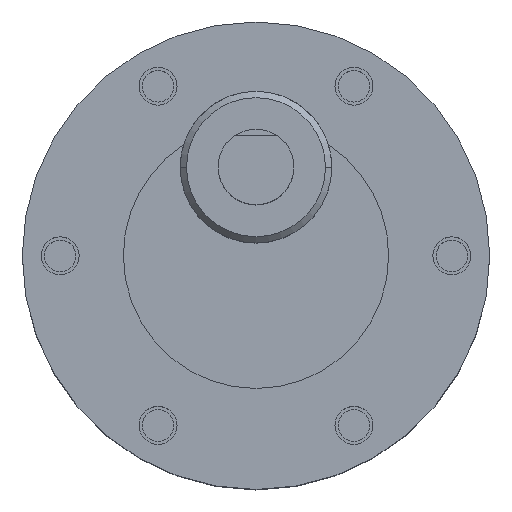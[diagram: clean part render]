
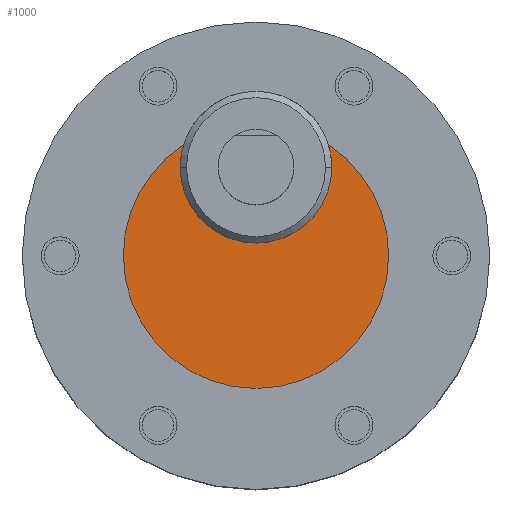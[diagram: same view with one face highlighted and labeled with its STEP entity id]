
A CAD part, top view. The second image highlights one B-rep face of the part: STEP entity #1000.
In plain terms, the highlighted planar face has unit normal (0, 0, 1).
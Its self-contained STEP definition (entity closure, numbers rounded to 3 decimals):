
#17 = CIRCLE ( 'NONE', #18, 6. ) ;
#18 = AXIS2_PLACEMENT_3D ( 'NONE', #2154, #2148, #2147 ) ;
#31 = CIRCLE ( 'NONE', #32, 10.5 ) ;
#32 = AXIS2_PLACEMENT_3D ( 'NONE', #2138, #2135, #2131 ) ;
#160 = EDGE_LOOP ( 'NONE', ( #812, #807, #810, #808, #806, #804 ) ) ;
#403 = CIRCLE ( 'NONE', #428, 6. ) ;
#412 = CIRCLE ( 'NONE', #413, 10.5 ) ;
#413 = AXIS2_PLACEMENT_3D ( 'NONE', #1464, #1465, #1466 ) ;
#414 = CIRCLE ( 'NONE', #422, 6. ) ;
#417 = CIRCLE ( 'NONE', #418, 10.5 ) ;
#418 = AXIS2_PLACEMENT_3D ( 'NONE', #1472, #1473, #1474 ) ;
#422 = AXIS2_PLACEMENT_3D ( 'NONE', #1479, #1480, #1481 ) ;
#428 = AXIS2_PLACEMENT_3D ( 'NONE', #1489, #1490, #1491 ) ;
#553 = VERTEX_POINT ( 'NONE', #1148 ) ;
#554 = VERTEX_POINT ( 'NONE', #1147 ) ;
#555 = VERTEX_POINT ( 'NONE', #1146 ) ;
#558 = VERTEX_POINT ( 'NONE', #1167 ) ;
#559 = VERTEX_POINT ( 'NONE', #1166 ) ;
#560 = VERTEX_POINT ( 'NONE', #1168 ) ;
#563 = AXIS2_PLACEMENT_3D ( 'NONE', #1282, #1283, #1284 ) ;
#804 = ORIENTED_EDGE ( 'NONE', *, *, #2005, .T. ) ;
#806 = ORIENTED_EDGE ( 'NONE', *, *, #944, .T. ) ;
#807 = ORIENTED_EDGE ( 'NONE', *, *, #2002, .T. ) ;
#808 = ORIENTED_EDGE ( 'NONE', *, *, #2009, .T. ) ;
#810 = ORIENTED_EDGE ( 'NONE', *, *, #1999, .T. ) ;
#812 = ORIENTED_EDGE ( 'NONE', *, *, #945, .T. ) ;
#944 = EDGE_CURVE ( 'NONE', #553, #559, #17, .T. ) ;
#945 = EDGE_CURVE ( 'NONE', #558, #560, #31, .T. ) ;
#1000 = ADVANCED_FACE ( 'NONE', ( #1889 ), #1281, .T. ) ;
#1146 = CARTESIAN_POINT ( 'NONE',  ( 10.5, 0., -0.5 ) ) ;
#1147 = CARTESIAN_POINT ( 'NONE',  ( 5.723, 8.804, -0.5 ) ) ;
#1148 = CARTESIAN_POINT ( 'NONE',  ( 6., 7., -0.5 ) ) ;
#1166 = CARTESIAN_POINT ( 'NONE',  ( -6., 7., -0.5 ) ) ;
#1167 = CARTESIAN_POINT ( 'NONE',  ( -5.723, 8.804, -0.5 ) ) ;
#1168 = CARTESIAN_POINT ( 'NONE',  ( -10.5, 0., -0.5 ) ) ;
#1281 = PLANE ( 'NONE',  #563 ) ;
#1282 = CARTESIAN_POINT ( 'NONE',  ( 0., 3.5, -0.5 ) ) ;
#1283 = DIRECTION ( 'NONE',  ( 0., 0., 1. ) ) ;
#1284 = DIRECTION ( 'NONE',  ( 1., 0., 0. ) ) ;
#1464 = CARTESIAN_POINT ( 'NONE',  ( 0., 0., -0.5 ) ) ;
#1465 = DIRECTION ( 'NONE',  ( 0., 0., 1. ) ) ;
#1466 = DIRECTION ( 'NONE',  ( 1., 0., 0. ) ) ;
#1472 = CARTESIAN_POINT ( 'NONE',  ( 0., 0., -0.5 ) ) ;
#1473 = DIRECTION ( 'NONE',  ( 0., 0., 1. ) ) ;
#1474 = DIRECTION ( 'NONE',  ( 1., 0., 0. ) ) ;
#1479 = CARTESIAN_POINT ( 'NONE',  ( 0., 7., -0.5 ) ) ;
#1480 = DIRECTION ( 'NONE',  ( 0., 0., -1. ) ) ;
#1481 = DIRECTION ( 'NONE',  ( 1., 0., 0. ) ) ;
#1489 = CARTESIAN_POINT ( 'NONE',  ( 0., 7., -0.5 ) ) ;
#1490 = DIRECTION ( 'NONE',  ( 0., 0., -1. ) ) ;
#1491 = DIRECTION ( 'NONE',  ( 1., 0., 0. ) ) ;
#1889 = FACE_OUTER_BOUND ( 'NONE', #160, .T. ) ;
#1999 = EDGE_CURVE ( 'NONE', #555, #554, #412, .T. ) ;
#2002 = EDGE_CURVE ( 'NONE', #560, #555, #417, .T. ) ;
#2005 = EDGE_CURVE ( 'NONE', #559, #558, #414, .T. ) ;
#2009 = EDGE_CURVE ( 'NONE', #554, #553, #403, .T. ) ;
#2131 = DIRECTION ( 'NONE',  ( 1., 0., 0. ) ) ;
#2135 = DIRECTION ( 'NONE',  ( 0., 0., 1. ) ) ;
#2138 = CARTESIAN_POINT ( 'NONE',  ( 0., 0., -0.5 ) ) ;
#2147 = DIRECTION ( 'NONE',  ( 1., 0., 0. ) ) ;
#2148 = DIRECTION ( 'NONE',  ( 0., 0., -1. ) ) ;
#2154 = CARTESIAN_POINT ( 'NONE',  ( 0., 7., -0.5 ) ) ;
